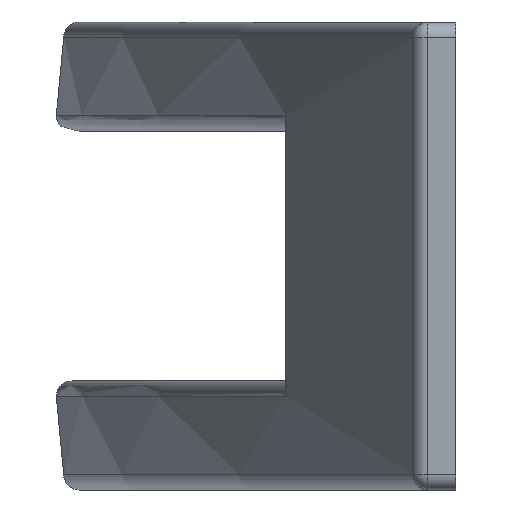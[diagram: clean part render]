
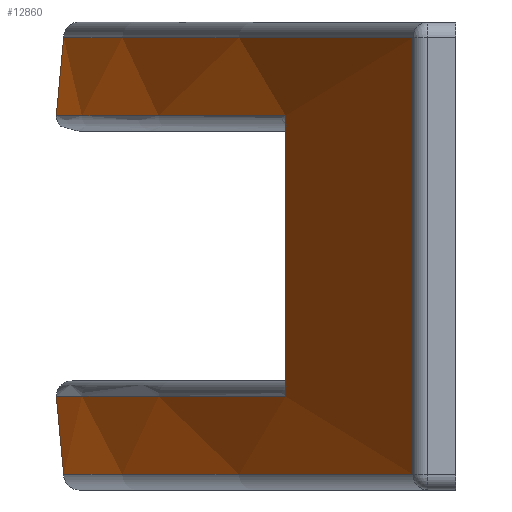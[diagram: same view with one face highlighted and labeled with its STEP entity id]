
A CAD part, left-side view. The second image highlights one B-rep face of the part: STEP entity #12860.
In plain terms, the highlighted cylindrical face has radius 391.555 mm (diameter 783.111 mm), a partial arc.
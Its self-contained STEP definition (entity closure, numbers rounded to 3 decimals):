
#710=CARTESIAN_POINT('',(264.337,2.738,29.));
#720=VERTEX_POINT('',#710);
#750=CARTESIAN_POINT('',(264.337,2.738,0.));
#760=DIRECTION('',(0.,0.,1.));
#770=VECTOR('',#760,1.);
#780=LINE('',#750,#770);
#790=CARTESIAN_POINT('',(264.337,2.738,1.));
#800=VERTEX_POINT('',#790);
#810=EDGE_CURVE('',#800,#720,#780,.T.);
#12180=CARTESIAN_POINT('',(132.5,-365.955,0.));
#12190=DIRECTION('',(0.,0.,1.));
#12200=DIRECTION('',(1.,0.,0.));
#12210=AXIS2_PLACEMENT_3D('',#12180,#12190,#12200);
#12220=CYLINDRICAL_SURFACE('',#12210,391.555);
#12230=ORIENTED_EDGE('',*,*,#810,.F.);
#12240=CARTESIAN_POINT('',(132.5,-365.955,29.));
#12250=DIRECTION('',(0.,0.,1.));
#12260=DIRECTION('',(1.,0.,0.));
#12270=AXIS2_PLACEMENT_3D('',#12240,#12250,#12260);
#12280=CIRCLE('',#12270,391.555);
#12290=CARTESIAN_POINT('',(0.663,2.738,29.));
#12300=VERTEX_POINT('',#12290);
#12310=EDGE_CURVE('',#720,#12300,#12280,.T.);
#12320=ORIENTED_EDGE('',*,*,#12310,.F.);
#12330=CARTESIAN_POINT('',(0.663,2.738,0.));
#12340=DIRECTION('',(0.,0.,1.));
#12350=VECTOR('',#12340,1.);
#12360=LINE('',#12330,#12350);
#12370=CARTESIAN_POINT('',(0.663,2.738,1.));
#12380=VERTEX_POINT('',#12370);
#12390=EDGE_CURVE('',#12380,#12300,#12360,.T.);
#12400=ORIENTED_EDGE('',*,*,#12390,.T.);
#12410=CARTESIAN_POINT('',(132.5,-365.955,1.));
#12420=DIRECTION('',(0.,0.,1.));
#12430=DIRECTION('',(1.,0.,0.));
#12440=AXIS2_PLACEMENT_3D('',#12410,#12420,#12430);
#12450=CIRCLE('',#12440,391.555);
#12460=EDGE_CURVE('',#800,#12380,#12450,.T.);
#12470=ORIENTED_EDGE('',*,*,#12460,.T.);
#12480=EDGE_LOOP('',(#12470,#12400,#12320,#12230));
#12490=FACE_OUTER_BOUND('',#12480,.T.);
#12500=CARTESIAN_POINT('',(26.229,10.903,0.));
#12510=DIRECTION('',(0.,0.,1.));
#12520=VECTOR('',#12510,1.);
#12530=LINE('',#12500,#12520);
#12540=CARTESIAN_POINT('',(26.229,10.903,6.));
#12550=VERTEX_POINT('',#12540);
#12560=CARTESIAN_POINT('',(26.229,10.903,24.));
#12570=VERTEX_POINT('',#12560);
#12580=EDGE_CURVE('',#12550,#12570,#12530,.T.);
#12590=ORIENTED_EDGE('',*,*,#12580,.F.);
#12600=CARTESIAN_POINT('',(132.5,-365.955,24.));
#12610=DIRECTION('',(0.,0.,1.));
#12620=DIRECTION('',(1.,0.,0.));
#12630=AXIS2_PLACEMENT_3D('',#12600,#12610,#12620);
#12640=CIRCLE('',#12630,391.555);
#12650=CARTESIAN_POINT('',(238.771,10.903,24.));
#12660=VERTEX_POINT('',#12650);
#12670=EDGE_CURVE('',#12660,#12570,#12640,.T.);
#12680=ORIENTED_EDGE('',*,*,#12670,.T.);
#12690=CARTESIAN_POINT('',(238.771,10.903,0.));
#12700=DIRECTION('',(0.,0.,1.));
#12710=VECTOR('',#12700,1.);
#12720=LINE('',#12690,#12710);
#12730=CARTESIAN_POINT('',(238.771,10.903,6.));
#12740=VERTEX_POINT('',#12730);
#12750=EDGE_CURVE('',#12740,#12660,#12720,.T.);
#12760=ORIENTED_EDGE('',*,*,#12750,.T.);
#12770=CARTESIAN_POINT('',(132.5,-365.955,6.));
#12780=DIRECTION('',(0.,0.,1.));
#12790=DIRECTION('',(1.,0.,0.));
#12800=AXIS2_PLACEMENT_3D('',#12770,#12780,#12790);
#12810=CIRCLE('',#12800,391.555);
#12820=EDGE_CURVE('',#12740,#12550,#12810,.T.);
#12830=ORIENTED_EDGE('',*,*,#12820,.F.);
#12840=EDGE_LOOP('',(#12830,#12760,#12680,#12590));
#12850=FACE_BOUND('',#12840,.T.);
#12860=ADVANCED_FACE('',(#12490,#12850),#12220,.T.);
